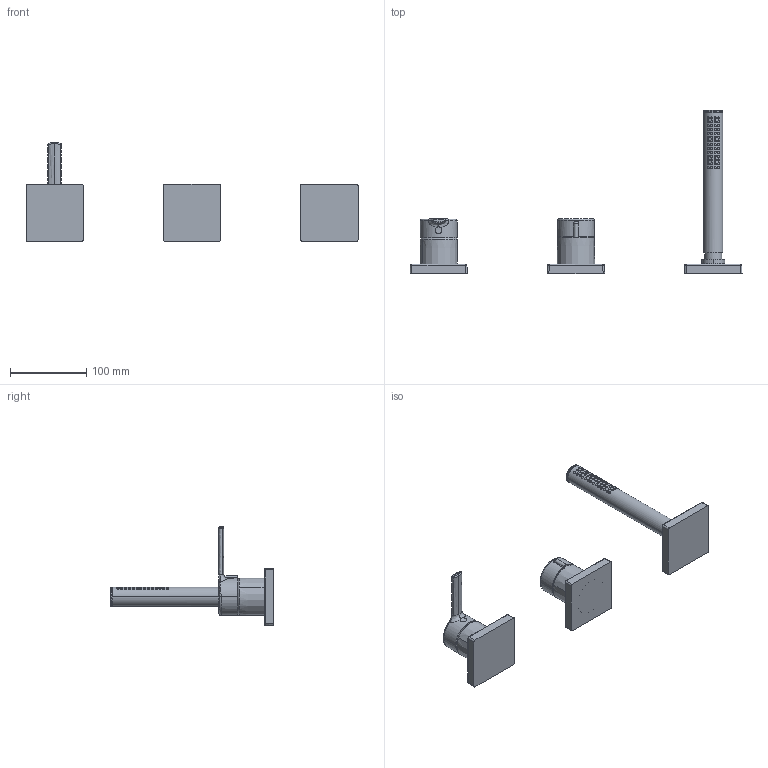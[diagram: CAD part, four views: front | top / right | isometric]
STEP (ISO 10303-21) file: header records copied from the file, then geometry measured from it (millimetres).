
FILE_DESCRIPTION (( 'STEP AP203' ), '1' );
FILE_NAME ('03419483.STEP', '2020-04-09T09:51:03', ( '' ), ( '' ), 'SwSTEP 2.0', 'SolidWorks 2016', '' );
FILE_SCHEMA (( 'CONFIG_CONTROL_DESIGN' ));
Length unit declared in the file: millimetre
Products named in the file (1): 03419483
Bounding box: 435 x 213.8 x 129.3 mm (x, y, z)
Volume: 535572.1 mm3; surface area: 105366.7 mm2
Topology: 9 solids, 10 shells, 214 faces, 475 edges, 334 vertices
Faces by surface type: bspline 112, cylinder 42, plane 35, torus 14, cone 8, sphere 3
Entity records: 18100 total; most frequent: CARTESIAN_POINT 14129, ORIENTED_EDGE 892, DIRECTION 537, EDGE_CURVE 446, VERTEX_POINT 316, EDGE_LOOP 270, AXIS2_PLACEMENT_3D 222, B_SPLINE_CURVE_WITH_KNOTS 217
